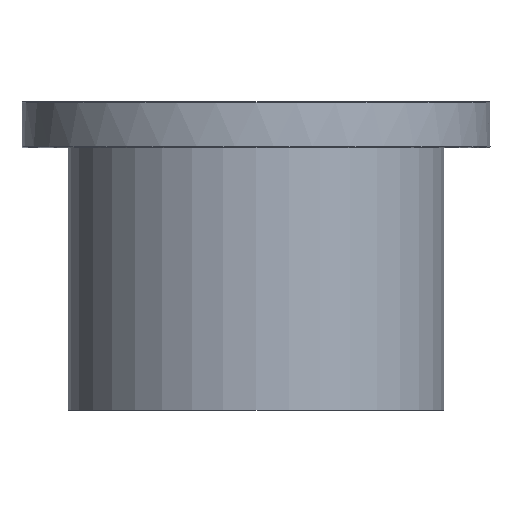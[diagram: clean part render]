
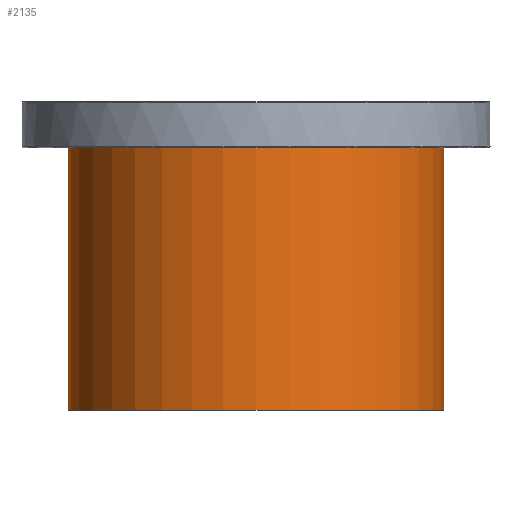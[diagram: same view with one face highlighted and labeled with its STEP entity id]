
A CAD part, front view. The second image highlights one B-rep face of the part: STEP entity #2135.
In plain terms, the highlighted cylindrical face has radius 101.6 mm (diameter 203.2 mm), a full revolution.
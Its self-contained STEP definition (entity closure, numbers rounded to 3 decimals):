
#2052=CARTESIAN_POINT('',(101.6,0.,-157.5));
#2053=VERTEX_POINT('',#2052);
#2054=CARTESIAN_POINT('',(0.0,0.0,-157.5));
#2055=DIRECTION('',(0.0,0.0,1.0));
#2056=DIRECTION('',(-1.0,0.0,0.0));
#2057=AXIS2_PLACEMENT_3D('',#2054,#2055,#2056);
#2058=CIRCLE('',#2057,101.6);
#2059=EDGE_CURVE('',#2053,#2053,#2058,.T.);
#2116=CARTESIAN_POINT('',(0.0,0.0,0.0));
#2117=DIRECTION('',(0.0,0.0,-1.0));
#2118=DIRECTION('',(-1.0,0.0,0.0));
#2119=AXIS2_PLACEMENT_3D('',#2116,#2117,#2118);
#2120=CYLINDRICAL_SURFACE('',#2119,101.6);
#2121=ORIENTED_EDGE('',*,*,#2059,.T.);
#2122=EDGE_LOOP('',(#2121));
#2123=FACE_OUTER_BOUND('',#2122,.T.);
#2124=CARTESIAN_POINT('',(101.6,0.,0.0));
#2125=VERTEX_POINT('',#2124);
#2126=CARTESIAN_POINT('',(0.0,0.0,0.0));
#2127=DIRECTION('',(0.0,0.0,-1.0));
#2128=DIRECTION('',(-1.0,0.0,0.0));
#2129=AXIS2_PLACEMENT_3D('',#2126,#2127,#2128);
#2130=CIRCLE('',#2129,101.6);
#2131=EDGE_CURVE('',#2125,#2125,#2130,.T.);
#2132=ORIENTED_EDGE('',*,*,#2131,.T.);
#2133=EDGE_LOOP('',(#2132));
#2134=FACE_BOUND('',#2133,.T.);
#2135=ADVANCED_FACE('',(#2123,#2134),#2120,.T.);
